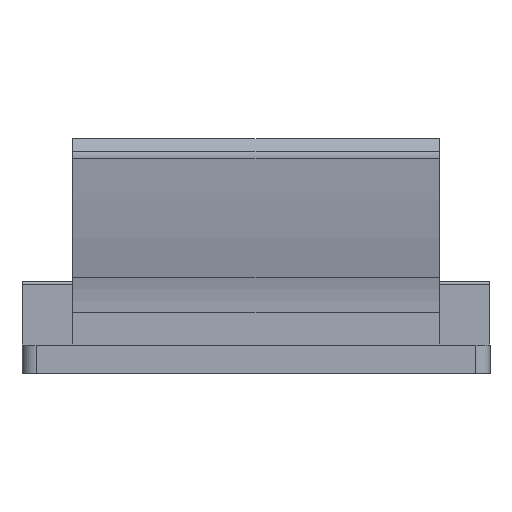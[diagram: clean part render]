
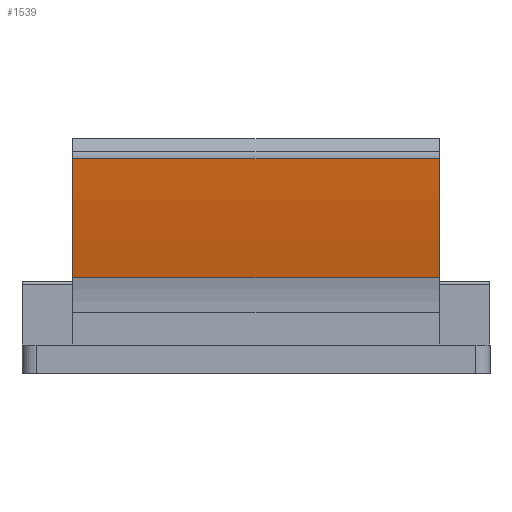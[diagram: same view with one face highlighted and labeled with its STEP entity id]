
A CAD part, left-side view. The second image highlights one B-rep face of the part: STEP entity #1539.
In plain terms, the highlighted cylindrical face has radius 335 mm (diameter 670 mm), a partial arc.
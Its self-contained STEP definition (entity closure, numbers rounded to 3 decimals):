
#97=CYLINDRICAL_SURFACE('',#1694,335.);
#142=FACE_OUTER_BOUND('',#234,.T.);
#234=EDGE_LOOP('',(#1198,#1199,#1200,#1201));
#349=CIRCLE('',#1695,335.);
#350=CIRCLE('',#1696,335.);
#434=LINE('',#2520,#578);
#436=LINE('',#2528,#580);
#578=VECTOR('',#1989,10.);
#580=VECTOR('',#1997,10.);
#756=VERTEX_POINT('',#2517);
#757=VERTEX_POINT('',#2519);
#759=VERTEX_POINT('',#2525);
#760=VERTEX_POINT('',#2527);
#926=EDGE_CURVE('',#756,#757,#434,.T.);
#929=EDGE_CURVE('',#756,#759,#349,.T.);
#930=EDGE_CURVE('',#760,#759,#436,.T.);
#931=EDGE_CURVE('',#757,#760,#350,.T.);
#1198=ORIENTED_EDGE('',*,*,#926,.F.);
#1199=ORIENTED_EDGE('',*,*,#929,.T.);
#1200=ORIENTED_EDGE('',*,*,#930,.F.);
#1201=ORIENTED_EDGE('',*,*,#931,.F.);
#1539=ADVANCED_FACE('',(#142),#97,.T.);
#1694=AXIS2_PLACEMENT_3D('',#2524,#1993,#1994);
#1695=AXIS2_PLACEMENT_3D('',#2526,#1995,#1996);
#1696=AXIS2_PLACEMENT_3D('',#2529,#1998,#1999);
#1989=DIRECTION('',(0.,1.,0.));
#1993=DIRECTION('center_axis',(0.,1.,0.));
#1994=DIRECTION('ref_axis',(-0.948,0.,-0.318));
#1995=DIRECTION('center_axis',(0.,1.,0.));
#1996=DIRECTION('ref_axis',(-0.965,0.,-0.264));
#1997=DIRECTION('',(0.,-1.,0.));
#1998=DIRECTION('center_axis',(0.,1.,0.));
#1999=DIRECTION('ref_axis',(-0.965,0.,-0.264));
#2517=CARTESIAN_POINT('',(-69.541,-65.,-51.095));
#2519=CARTESIAN_POINT('',(-69.541,65.,-51.095));
#2520=CARTESIAN_POINT('',(-69.541,0.,-51.095));
#2524=CARTESIAN_POINT('Origin',(255.134,0.,31.435));
#2525=CARTESIAN_POINT('',(-77.427,-65.,-8.919));
#2526=CARTESIAN_POINT('Origin',(255.134,-65.,31.435));
#2527=CARTESIAN_POINT('',(-77.427,65.,-8.919));
#2528=CARTESIAN_POINT('',(-77.427,0.,-8.919));
#2529=CARTESIAN_POINT('Origin',(255.134,65.,31.435));
